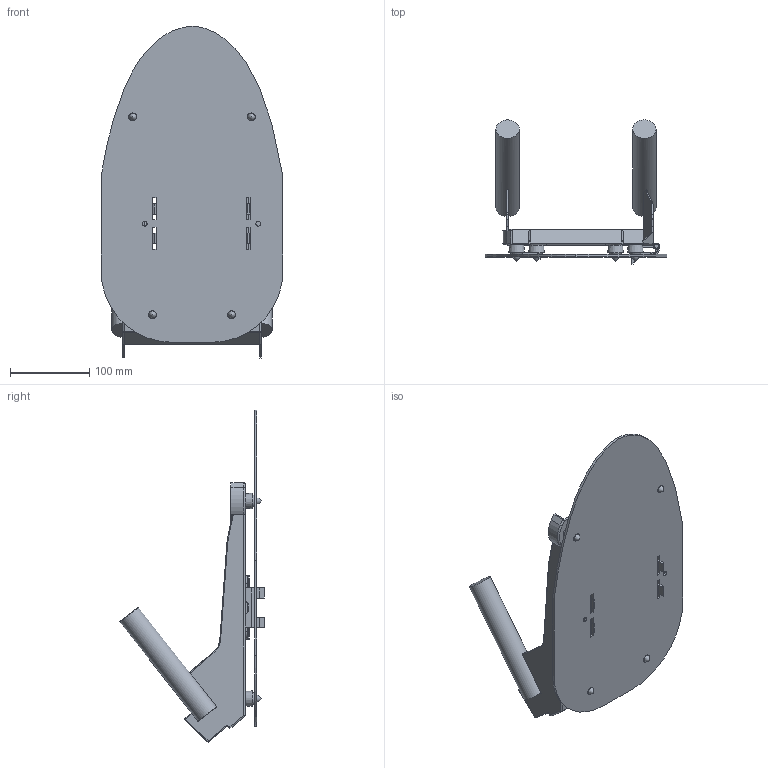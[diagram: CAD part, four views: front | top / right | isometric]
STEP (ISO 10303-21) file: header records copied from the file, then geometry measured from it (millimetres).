
FILE_DESCRIPTION(/* description */ ('Unknown'),/* implementation_level */ '2;1');
FILE_NAME(/* name */ 'Sitz',/* time_stamp */ '2018-02-21T10:44:26+01:00',/* author */ ('Unknown'),/* organization */ ('Unknown'),/* preprocessor_version */ 'ST-DEVELOPER v16',/* originating_system */ 'DEX',/* authorisation */ $);
FILE_SCHEMA (('AUTOMOTIVE_DESIGN {1 0 10303 214 3 1 1}'));
Length unit declared in the file: millimetre
Products named in the file (9): Sitz; Rahmen-gefaltet; Sitzplatte-Alt; Gummifuss; Schanier; Schanier_unten; Schanier_oben; Schanier_bolzen; Schließwinkel
Assembly tree (11 placements, depth 3):
  Sitz
    Rahmen-gefaltet
    Sitzplatte-Alt
    Gummifuss  x4
    Schanier
      Schanier_unten
      Schanier_oben
      Schanier_bolzen
    Schließwinkel
Bounding box: 230 x 182.29 x 419.81 mm (x, y, z)
Volume: 582550 mm3; surface area: 319423.8 mm2
Topology: 10 solids, 10 shells, 272 faces, 726 edges, 466 vertices
Faces by surface type: plane 143, cylinder 98, torus 12, cone 12, sphere 5, bspline 2
Full cylindrical faces by diameter (mm): 5 x3, 6 x3, 6.5 x4, 10 x4, 12 x1, 14 x6, 29.5 x2
Entity records: 8156 total; most frequent: CARTESIAN_POINT 1478, DIRECTION 1367, ORIENTED_EDGE 1288, EDGE_CURVE 644, AXIS2_PLACEMENT_3D 469, VERTEX_POINT 433, LINE 429, VECTOR 429
